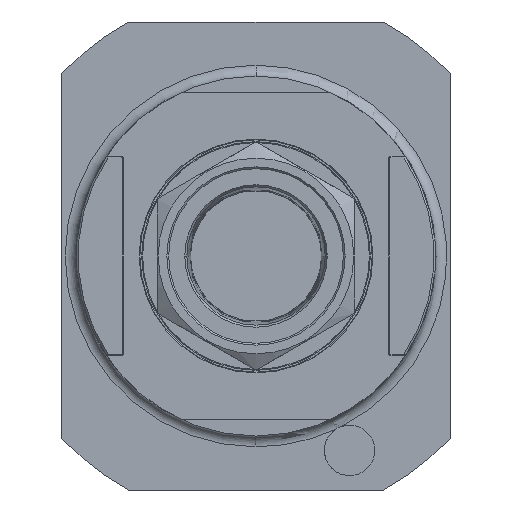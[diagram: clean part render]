
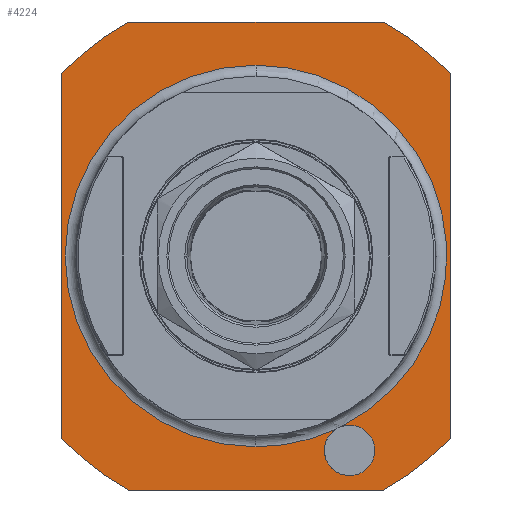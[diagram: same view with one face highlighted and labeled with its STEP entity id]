
A CAD part, left-side view. The second image highlights one B-rep face of the part: STEP entity #4224.
In plain terms, the highlighted planar face has unit normal (-1, 0, 0).
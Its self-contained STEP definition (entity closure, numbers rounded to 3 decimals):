
#689=CARTESIAN_POINT('',(-41.,0.,0.));
#690=DIRECTION('',(-1.,0.,0.));
#691=DIRECTION('',(0.,0.73,-0.684));
#692=AXIS2_PLACEMENT_3D('',#689,#690,#691);
#752=CARTESIAN_POINT('',(-41.,0.,0.));
#753=DIRECTION('',(-1.,0.,0.));
#754=DIRECTION('',(0.,0.478,0.878));
#755=AXIS2_PLACEMENT_3D('',#752,#753,#754);
#859=CARTESIAN_POINT('',(-41.,0.,0.));
#860=DIRECTION('',(1.,0.,0.));
#861=DIRECTION('',(0.,-0.478,0.878));
#862=AXIS2_PLACEMENT_3D('',#859,#860,#861);
#922=CARTESIAN_POINT('',(-41.,0.,0.));
#923=DIRECTION('',(1.,0.,0.));
#924=DIRECTION('',(0.,-0.73,-0.684));
#925=AXIS2_PLACEMENT_3D('',#922,#923,#924);
#927=DIRECTION('',(0.,-1.,0.));
#928=VECTOR('',#927,70.739);
#929=CARTESIAN_POINT('',(-41.,35.369,65.));
#930=LINE('',#929,#928);
#931=DIRECTION('',(0.,0.,-1.));
#932=VECTOR('',#931,101.193);
#933=CARTESIAN_POINT('',(-41.,-54.,50.596));
#934=LINE('',#933,#932);
#935=DIRECTION('',(0.,1.,0.));
#936=VECTOR('',#935,70.739);
#937=CARTESIAN_POINT('',(-41.,-35.369,-65.));
#938=LINE('',#937,#936);
#939=DIRECTION('',(0.,0.,1.));
#940=VECTOR('',#939,101.193);
#941=CARTESIAN_POINT('',(-41.,54.,-50.596));
#942=LINE('',#941,#940);
#943=CARTESIAN_POINT('',(-41.,-26.,-54.));
#944=DIRECTION('',(1.,0.,0.));
#945=DIRECTION('',(0.,0.,1.));
#946=AXIS2_PLACEMENT_3D('',#943,#944,#945);
#948=CARTESIAN_POINT('',(-41.,-26.,-54.));
#949=DIRECTION('',(1.,0.,0.));
#950=DIRECTION('',(0.,0.313,0.95));
#951=AXIS2_PLACEMENT_3D('',#948,#949,#950);
#953=CARTESIAN_POINT('',(-41.,-26.,-54.));
#954=DIRECTION('',(1.,0.,0.));
#955=DIRECTION('',(0.,0.,-1.));
#956=AXIS2_PLACEMENT_3D('',#953,#954,#955);
#975=CARTESIAN_POINT('',(-41.,0.,0.));
#976=DIRECTION('',(-1.,0.,0.));
#977=DIRECTION('',(0.,0.,-1.));
#978=AXIS2_PLACEMENT_3D('',#975,#976,#977);
#990=CARTESIAN_POINT('',(-41.,0.,0.));
#991=DIRECTION('',(-1.,0.,0.));
#992=DIRECTION('',(0.,-0.449,-0.893));
#993=AXIS2_PLACEMENT_3D('',#990,#991,#992);
#995=CARTESIAN_POINT('',(-41.,0.,0.));
#996=DIRECTION('',(-1.,0.,0.));
#997=DIRECTION('',(0.,0.,1.));
#998=AXIS2_PLACEMENT_3D('',#995,#996,#997);
#2467=CARTESIAN_POINT('',(-41.,35.369,65.));
#2469=VERTEX_POINT('',#2467);
#2471=CARTESIAN_POINT('',(-41.,35.369,-65.));
#2473=VERTEX_POINT('',#2471);
#2475=CARTESIAN_POINT('',(-41.,54.,50.596));
#2477=VERTEX_POINT('',#2475);
#2479=CARTESIAN_POINT('',(-41.,54.,-50.596));
#2481=VERTEX_POINT('',#2479);
#2484=CARTESIAN_POINT('',(-41.,-35.369,65.));
#2485=VERTEX_POINT('',#2484);
#2486=CARTESIAN_POINT('',(-41.,-54.,50.596));
#2487=CARTESIAN_POINT('',(-41.,-54.,-50.596));
#2488=VERTEX_POINT('',#2486);
#2489=VERTEX_POINT('',#2487);
#2490=CARTESIAN_POINT('',(-41.,-35.369,-65.));
#2491=VERTEX_POINT('',#2490);
#2526=CARTESIAN_POINT('',(-41.,0.,53.));
#2527=CARTESIAN_POINT('',(-41.,0.,-53.));
#2528=VERTEX_POINT('',#2526);
#2529=VERTEX_POINT('',#2527);
#2954=CARTESIAN_POINT('',(-41.,-26.,-47.));
#2955=CARTESIAN_POINT('',(-41.,-26.,-61.));
#2956=VERTEX_POINT('',#2954);
#2957=VERTEX_POINT('',#2955);
#2958=CARTESIAN_POINT('',(-41.,-22.172,-48.139));
#2959=VERTEX_POINT('',#2958);
#2960=CARTESIAN_POINT('',(-41.,-23.806,-47.353));
#2961=VERTEX_POINT('',#2960);
#4195=CARTESIAN_POINT('',(-41.,0.,0.));
#4196=DIRECTION('',(-1.,0.,0.));
#4197=DIRECTION('',(0.,0.,-1.));
#4198=AXIS2_PLACEMENT_3D('',#4195,#4196,#4197);
#4199=PLANE('',#4198);
#4200=ORIENTED_EDGE('',*,*,#4009,.T.);
#4201=ORIENTED_EDGE('',*,*,#4073,.T.);
#4202=ORIENTED_EDGE('',*,*,#4090,.T.);
#4203=ORIENTED_EDGE('',*,*,#4190,.T.);
#4204=ORIENTED_EDGE('',*,*,#3739,.T.);
#4205=ORIENTED_EDGE('',*,*,#3877,.F.);
#4206=ORIENTED_EDGE('',*,*,#3897,.T.);
#4207=ORIENTED_EDGE('',*,*,#3993,.F.);
#4208=EDGE_LOOP('',(#4200,#4201,#4202,#4203,#4204,#4205,#4206,#4207));
#4209=FACE_OUTER_BOUND('',#4208,.F.);
#4211=ORIENTED_EDGE('',*,*,#4210,.F.);
#4213=ORIENTED_EDGE('',*,*,#4212,.F.);
#4215=ORIENTED_EDGE('',*,*,#4214,.T.);
#4217=ORIENTED_EDGE('',*,*,#4216,.T.);
#4219=ORIENTED_EDGE('',*,*,#4218,.T.);
#4221=ORIENTED_EDGE('',*,*,#4220,.F.);
#4222=EDGE_LOOP('',(#4211,#4213,#4215,#4217,#4219,#4221));
#4223=FACE_BOUND('',#4222,.F.);
#4224=ADVANCED_FACE('',(#4209,#4223),#4199,.T.);
#693=CIRCLE('',#692,74.);
#756=CIRCLE('',#755,74.);
#863=CIRCLE('',#862,74.);
#926=CIRCLE('',#925,74.);
#947=CIRCLE('',#946,7.);
#952=CIRCLE('',#951,7.);
#957=CIRCLE('',#956,7.);
#979=CIRCLE('',#978,53.);
#994=CIRCLE('',#993,53.);
#999=CIRCLE('',#998,53.);
#3739=EDGE_CURVE('',#2491,#2473,#938,.T.);
#3877=EDGE_CURVE('',#2481,#2473,#693,.T.);
#3897=EDGE_CURVE('',#2481,#2477,#942,.T.);
#3993=EDGE_CURVE('',#2469,#2477,#756,.T.);
#4009=EDGE_CURVE('',#2469,#2485,#930,.T.);
#4073=EDGE_CURVE('',#2485,#2488,#863,.T.);
#4090=EDGE_CURVE('',#2488,#2489,#934,.T.);
#4190=EDGE_CURVE('',#2489,#2491,#926,.T.);
#4210=EDGE_CURVE('',#2956,#2957,#947,.T.);
#4212=EDGE_CURVE('',#2961,#2956,#952,.T.);
#4214=EDGE_CURVE('',#2961,#2528,#994,.T.);
#4216=EDGE_CURVE('',#2528,#2529,#999,.T.);
#4218=EDGE_CURVE('',#2529,#2959,#979,.T.);
#4220=EDGE_CURVE('',#2957,#2959,#957,.T.);
